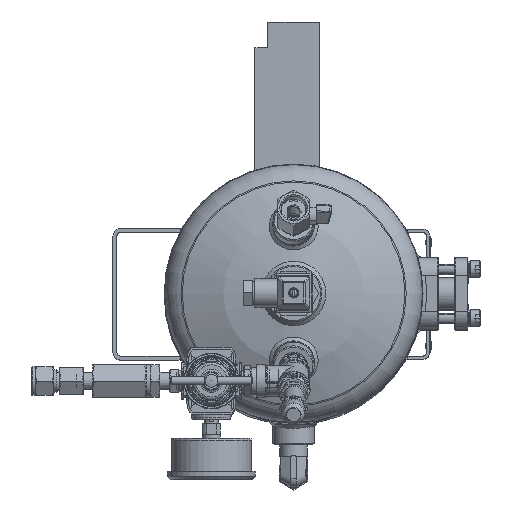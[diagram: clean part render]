
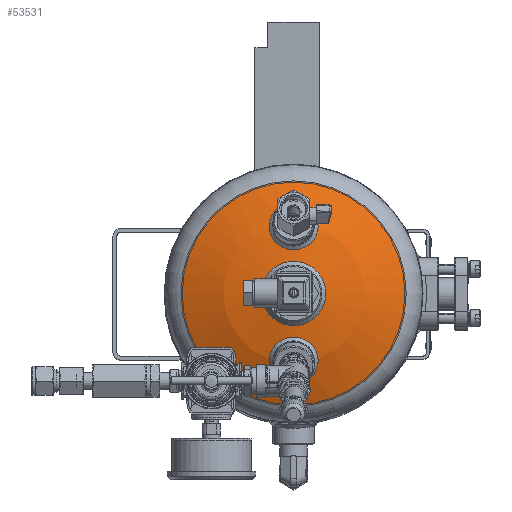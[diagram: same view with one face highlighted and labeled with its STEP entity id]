
A CAD part, top view. The second image highlights one B-rep face of the part: STEP entity #53531.
In plain terms, the highlighted spherical face has radius 202.3 mm.
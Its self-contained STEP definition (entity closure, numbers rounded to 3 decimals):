
#644=SPHERICAL_SURFACE('',#64522,202.3);
#12935=ORIENTED_EDGE('',*,*,#28745,.T.);
#12936=ORIENTED_EDGE('',*,*,#28749,.T.);
#12937=ORIENTED_EDGE('',*,*,#28750,.F.);
#12938=ORIENTED_EDGE('',*,*,#28751,.F.);
#28745=EDGE_CURVE('',#36713,#36713,#42233,.T.);
#28749=EDGE_CURVE('',#36717,#36717,#42237,.T.);
#28750=EDGE_CURVE('',#36718,#36718,#42238,.T.);
#28751=EDGE_CURVE('',#36719,#36719,#42239,.F.);
#36713=VERTEX_POINT('',#84874);
#36717=VERTEX_POINT('',#84884);
#36718=VERTEX_POINT('',#84886);
#36719=VERTEX_POINT('',#84888);
#42233=CIRCLE('',#64517,15.);
#42237=CIRCLE('',#64523,15.);
#42238=CIRCLE('',#64524,87.326);
#42239=CIRCLE('',#64525,20.);
#44252=EDGE_LOOP('',(#12935));
#44253=EDGE_LOOP('',(#12936));
#44254=EDGE_LOOP('',(#12937));
#44255=EDGE_LOOP('',(#12938));
#48507=FACE_BOUND('',#44252,.T.);
#48508=FACE_BOUND('',#44253,.T.);
#48509=FACE_BOUND('',#44254,.T.);
#48510=FACE_BOUND('',#44255,.T.);
#53531=ADVANCED_FACE('',(#48507,#48508,#48509,#48510),#644,.T.);
#64517=AXIS2_PLACEMENT_3D('',#84873,#70322,#70323);
#64522=AXIS2_PLACEMENT_3D('',#84882,#70332,#70333);
#64523=AXIS2_PLACEMENT_3D('',#84883,#70334,#70335);
#64524=AXIS2_PLACEMENT_3D('',#84885,#70336,#70337);
#64525=AXIS2_PLACEMENT_3D('',#84887,#70338,#70339);
#70322=DIRECTION('',(0.259,0.,-0.966));
#70323=DIRECTION('',(0.966,0.,0.259));
#70332=DIRECTION('',(0.,0.,-1.));
#70333=DIRECTION('',(1.,0.,0.));
#70334=DIRECTION('',(-0.259,0.,-0.966));
#70335=DIRECTION('',(-0.966,0.,0.259));
#70336=DIRECTION('',(0.,0.,-1.));
#70337=DIRECTION('',(-1.,0.,0.));
#70338=DIRECTION('',(0.,0.,-1.));
#70339=DIRECTION('',(-1.,0.,0.));
#84873=CARTESIAN_POINT('',(-52.215,0.,46.028));
#84874=CARTESIAN_POINT('',(-37.726,0.,49.911));
#84882=CARTESIAN_POINT('',(0.,0.,-148.841));
#84883=CARTESIAN_POINT('',(52.215,0.,46.028));
#84884=CARTESIAN_POINT('',(37.726,0.,49.911));
#84885=CARTESIAN_POINT('',(0.,0.,33.641));
#84886=CARTESIAN_POINT('',(-87.326,0.,33.641));
#84887=CARTESIAN_POINT('',(0.,0.,52.468));
#84888=CARTESIAN_POINT('',(-20.,0.,52.468));
